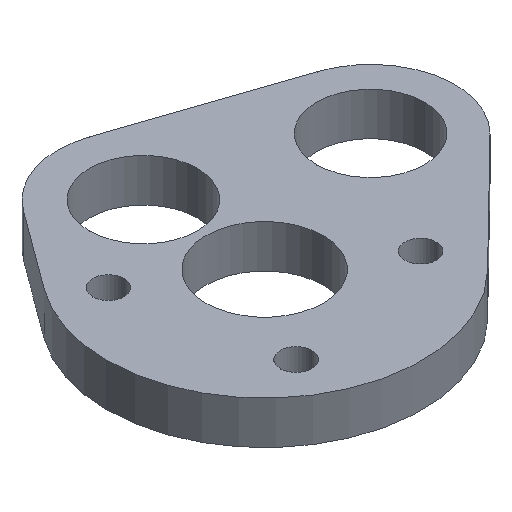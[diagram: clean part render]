
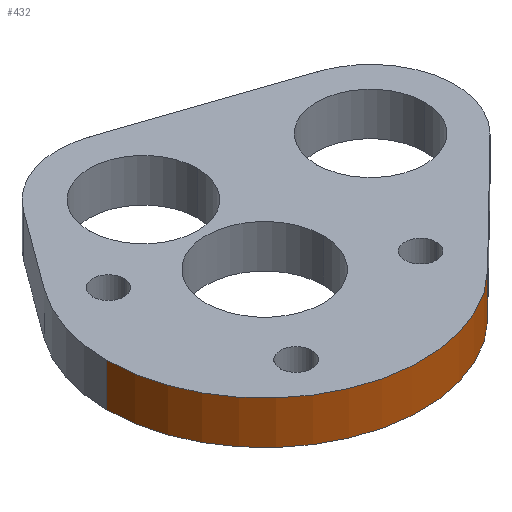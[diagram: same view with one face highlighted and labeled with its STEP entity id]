
A CAD part, isometric view. The second image highlights one B-rep face of the part: STEP entity #432.
In plain terms, the highlighted cylindrical face has radius 17.5 mm (diameter 35 mm), a partial arc.
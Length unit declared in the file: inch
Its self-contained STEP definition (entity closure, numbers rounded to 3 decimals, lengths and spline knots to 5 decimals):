
#10 = ORIENTED_EDGE ( 'NONE', *, *, #122, .F. ) ;
#20 = LINE ( 'NONE', #117, #474 ) ;
#37 = VERTEX_POINT ( 'NONE', #501 ) ;
#53 = DIRECTION ( 'NONE',  ( 0., 0., -1. ) ) ;
#62 = DIRECTION ( 'NONE',  ( 0., 0., -1. ) ) ;
#86 = EDGE_LOOP ( 'NONE', ( #10, #616, #603, #528 ) ) ;
#100 = DIRECTION ( 'NONE',  ( -1., 0., 0. ) ) ;
#117 = CARTESIAN_POINT ( 'NONE',  ( -0.68898, -0.02341, 0.1875 ) ) ;
#122 = EDGE_CURVE ( 'NONE', #627, #445, #630, .T. ) ;
#132 = AXIS2_PLACEMENT_3D ( 'NONE', #408, #230, #241 ) ;
#165 = CIRCLE ( 'NONE', #132, 0.68898 ) ;
#175 = CARTESIAN_POINT ( 'NONE',  ( 0.48218, -0.51553, 0.1875 ) ) ;
#206 = CARTESIAN_POINT ( 'NONE',  ( 0.48218, -0.51553, 0.1875 ) ) ;
#218 = EDGE_CURVE ( 'NONE', #627, #37, #20, .T. ) ;
#230 = DIRECTION ( 'NONE',  ( 0., 0., 1. ) ) ;
#241 = DIRECTION ( 'NONE',  ( 1., 0., 0. ) ) ;
#243 = EDGE_CURVE ( 'NONE', #445, #577, #472, .T. ) ;
#381 = FACE_OUTER_BOUND ( 'NONE', #86, .T. ) ;
#382 = CARTESIAN_POINT ( 'NONE',  ( 0., -0.02341, 0.1875 ) ) ;
#408 = CARTESIAN_POINT ( 'NONE',  ( 0., -0.02341, 0. ) ) ;
#427 = VECTOR ( 'NONE', #631, 39.37008 ) ;
#432 = ADVANCED_FACE ( 'NONE', ( #381 ), #611, .T. ) ;
#445 = VERTEX_POINT ( 'NONE', #206 ) ;
#472 = LINE ( 'NONE', #175, #427 ) ;
#474 = VECTOR ( 'NONE', #62, 39.37008 ) ;
#475 = AXIS2_PLACEMENT_3D ( 'NONE', #723, #53, #100 ) ;
#501 = CARTESIAN_POINT ( 'NONE',  ( -0.68898, -0.02341, 0. ) ) ;
#514 = DIRECTION ( 'NONE',  ( 1., 0., 0. ) ) ;
#528 = ORIENTED_EDGE ( 'NONE', *, *, #243, .F. ) ;
#546 = AXIS2_PLACEMENT_3D ( 'NONE', #382, #684, #514 ) ;
#577 = VERTEX_POINT ( 'NONE', #689 ) ;
#588 = EDGE_CURVE ( 'NONE', #37, #577, #165, .T. ) ;
#603 = ORIENTED_EDGE ( 'NONE', *, *, #588, .T. ) ;
#611 = CYLINDRICAL_SURFACE ( 'NONE', #475, 0.68898 ) ;
#616 = ORIENTED_EDGE ( 'NONE', *, *, #218, .T. ) ;
#627 = VERTEX_POINT ( 'NONE', #629 ) ;
#629 = CARTESIAN_POINT ( 'NONE',  ( -0.68898, -0.02341, 0.1875 ) ) ;
#630 = CIRCLE ( 'NONE', #546, 0.68898 ) ;
#631 = DIRECTION ( 'NONE',  ( 0., 0., -1. ) ) ;
#684 = DIRECTION ( 'NONE',  ( 0., 0., 1. ) ) ;
#689 = CARTESIAN_POINT ( 'NONE',  ( 0.48218, -0.51553, 0. ) ) ;
#723 = CARTESIAN_POINT ( 'NONE',  ( 0., -0.02341, 0.1875 ) ) ;
